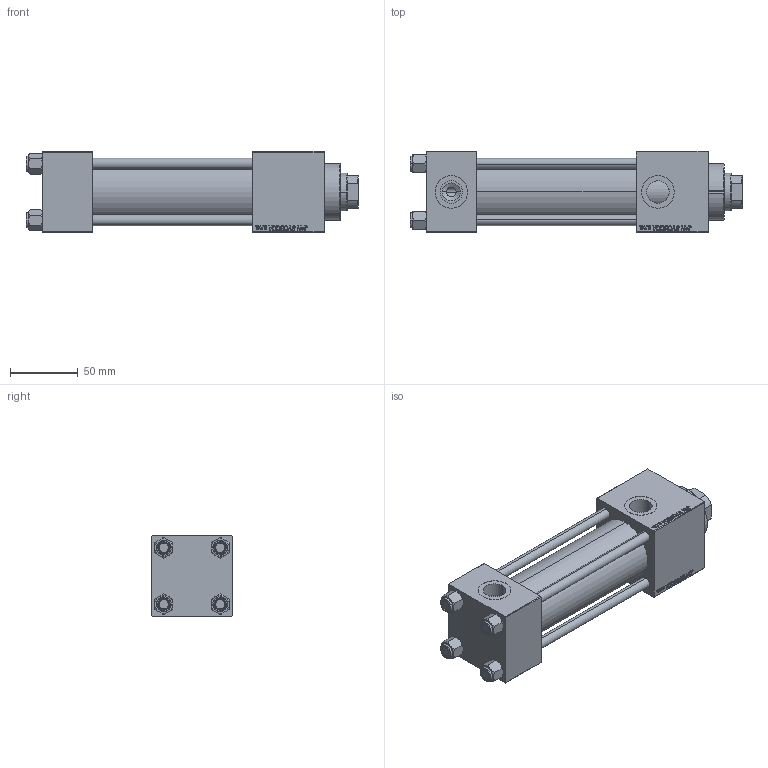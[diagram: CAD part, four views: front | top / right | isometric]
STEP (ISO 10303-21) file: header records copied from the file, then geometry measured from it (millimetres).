
FILE_DESCRIPTION (( 'STEP AP203' ), '1' );
FILE_NAME ('af6c.STEP', '2022-04-16T13:15:28', ( '' ), ( '' ), 'SwSTEP 2.0', 'SolidWorks 2019', '' );
FILE_SCHEMA (( 'CONFIG_CONTROL_DESIGN' ));
Length unit declared in the file: millimetre
Products named in the file (6): V215CR_VCP_C b1f538cbc84b1a30ef703fdd76fe5845; NUT_M5_C b1f538cbc84b1a30ef703fdd76fe5845; V215CR_C_Body b1f538cbc84b1a30ef703fdd76fe5845; af6c; V215_VC_A b1f538cbc84b1a30ef703fdd76fe5845; V215CR_C_TYCINKA b1f538cbc84b1a30ef703fdd76fe5845
Assembly tree (11 placements, depth 2):
  af6c
    V215CR_C_Body b1f538cbc84b1a30ef703fdd76fe5845
    V215CR_VCP_C b1f538cbc84b1a30ef703fdd76fe5845
    NUT_M5_C b1f538cbc84b1a30ef703fdd76fe5845  x4
    V215CR_C_TYCINKA b1f538cbc84b1a30ef703fdd76fe5845  x4
    V215_VC_A b1f538cbc84b1a30ef703fdd76fe5845
Bounding box: 245 x 60 x 60 mm (x, y, z)
Volume: 497386.6 mm3; surface area: 139076.8 mm2
Topology: 11 solids, 11 shells, 1154 faces, 2897 edges, 1881 vertices
Faces by surface type: plane 528, bspline 392, cone 136, cylinder 90, torus 8
Entity records: 50461 total; most frequent: CARTESIAN_POINT 27169, ORIENTED_EDGE 5286, DIRECTION 3341, EDGE_CURVE 2643, VERTEX_POINT 1737, LINE 1595, VECTOR 1595, EDGE_LOOP 1162
